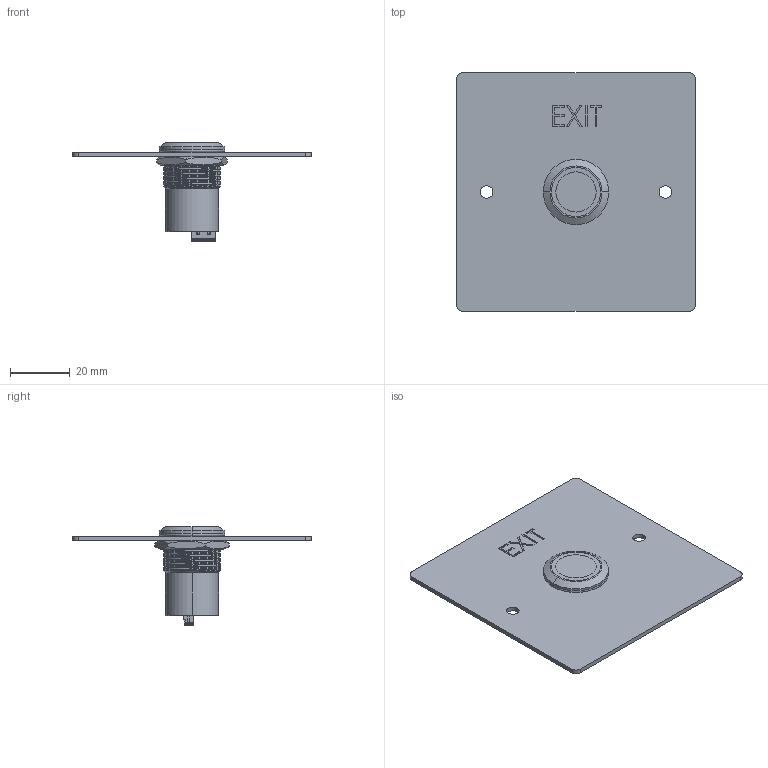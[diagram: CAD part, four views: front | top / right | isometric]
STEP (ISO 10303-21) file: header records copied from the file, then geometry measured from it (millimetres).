
FILE_DESCRIPTION (( 'STEP AP214' ), '1' );
FILE_NAME ('PB19IREXTL_STPALL.STEP', '2023-06-08T09:00:24', ( '' ), ( '' ), 'SwSTEP 2.0', 'SolidWorks 2020', '' );
FILE_SCHEMA (( 'AUTOMOTIVE_DESIGN' ));
Length unit declared in the file: millimetre
Products named in the file (10): PB19IREXTL_STPALL; MP0402-MORTICE FACE_MP1325-PBP19 WITH EXIT MARKING ONLY; PRT_FP0319-NUT M19; PRT_TC33_SUBST1; PRT_PP0489-RUBBER RING_COMPRESSE; PRT_530470560; RESINE^ASM_AS0355-PB19IR; ASM_AS0355-PB19IR_SANS FILS; PRT_510210500; PRT_MP1305-PB19IR
Assembly tree (10 placements, depth 3):
  PB19IREXTL_STPALL
    MP0402-MORTICE FACE_MP1325-PBP19 WITH EXIT MARKING ONLY
    ASM_AS0355-PB19IR_SANS FILS
      PRT_MP1305-PB19IR
      PRT_FP0319-NUT M19
      PRT_PP0489-RUBBER RING_COMPRESSE
      PRT_530470560
      PRT_510210500
      PRT_TC33_SUBST1  x2
      RESINE^ASM_AS0355-PB19IR
Bounding box: 80 x 80 x 33.2 mm (x, y, z)
Volume: 17475.6 mm3; surface area: 17612.2 mm2
Topology: 13 solids, 13 shells, 874 faces, 2404 edges, 1551 vertices
Faces by surface type: plane 656, cylinder 136, torus 66, cone 10, bspline 6
Entity records: 24884 total; most frequent: CARTESIAN_POINT 7073, ORIENTED_EDGE 3746, DIRECTION 3371, EDGE_CURVE 1873, VECTOR 1511, LINE 1511, VERTEX_POINT 1205, AXIS2_PLACEMENT_3D 930
